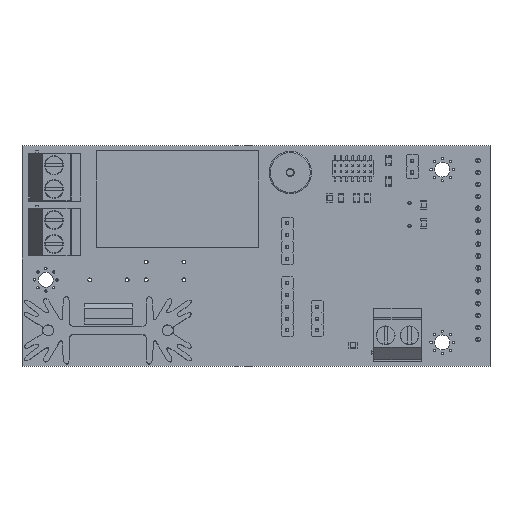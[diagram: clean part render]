
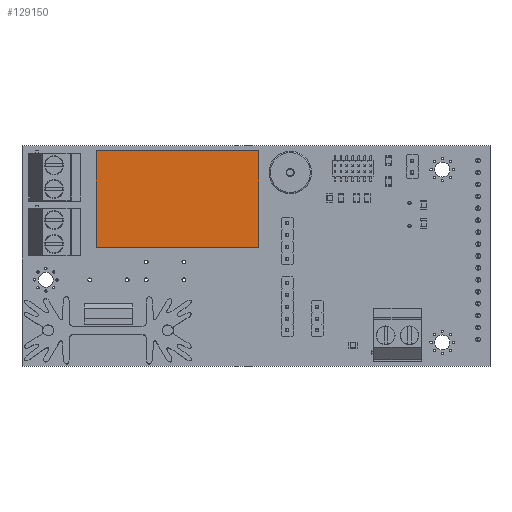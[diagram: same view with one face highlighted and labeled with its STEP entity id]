
A CAD part, top view. The second image highlights one B-rep face of the part: STEP entity #129150.
In plain terms, the highlighted planar face has unit normal (0, 0, 1).
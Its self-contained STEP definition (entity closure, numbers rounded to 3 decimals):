
#128851 = PLANE('',#128852);
#128852 = AXIS2_PLACEMENT_3D('',#128853,#128854,#128855);
#128853 = CARTESIAN_POINT('',(17.35,-10.25,0.));
#128854 = DIRECTION('',(1.,0.,0.));
#128855 = DIRECTION('',(0.,1.,0.));
#128876 = VERTEX_POINT('',#128877);
#128877 = CARTESIAN_POINT('',(17.35,10.25,15.));
#128891 = PLANE('',#128892);
#128892 = AXIS2_PLACEMENT_3D('',#128893,#128894,#128895);
#128893 = CARTESIAN_POINT('',(17.35,10.25,0.));
#128894 = DIRECTION('',(0.,1.,0.));
#128895 = DIRECTION('',(-1.,0.,0.));
#128903 = EDGE_CURVE('',#128904,#128876,#128906,.T.);
#128904 = VERTEX_POINT('',#128905);
#128905 = CARTESIAN_POINT('',(17.35,-10.25,15.));
#128906 = SURFACE_CURVE('',#128907,(#128911,#128918),.PCURVE_S1.);
#128907 = LINE('',#128908,#128909);
#128908 = CARTESIAN_POINT('',(17.35,10.25,15.));
#128909 = VECTOR('',#128910,1.);
#128910 = DIRECTION('',(0.,1.,0.));
#128911 = PCURVE('',#128851,#128912);
#128912 = DEFINITIONAL_REPRESENTATION('',(#128913),#128917);
#128913 = LINE('',#128914,#128915);
#128914 = CARTESIAN_POINT('',(20.5,15.));
#128915 = VECTOR('',#128916,1.);
#128916 = DIRECTION('',(1.,0.));
#128917 = ( GEOMETRIC_REPRESENTATION_CONTEXT(2) 
PARAMETRIC_REPRESENTATION_CONTEXT() REPRESENTATION_CONTEXT('2D SPACE',''
  ) );
#128918 = PCURVE('',#128919,#128924);
#128919 = PLANE('',#128920);
#128920 = AXIS2_PLACEMENT_3D('',#128921,#128922,#128923);
#128921 = CARTESIAN_POINT('',(0.,0.,15.));
#128922 = DIRECTION('',(0.,0.,1.));
#128923 = DIRECTION('',(1.,0.,0.));
#128924 = DEFINITIONAL_REPRESENTATION('',(#128925),#128929);
#128925 = LINE('',#128926,#128927);
#128926 = CARTESIAN_POINT('',(17.35,10.25));
#128927 = VECTOR('',#128928,1.);
#128928 = DIRECTION('',(0.,1.));
#128929 = ( GEOMETRIC_REPRESENTATION_CONTEXT(2) 
PARAMETRIC_REPRESENTATION_CONTEXT() REPRESENTATION_CONTEXT('2D SPACE',''
  ) );
#128945 = PLANE('',#128946);
#128946 = AXIS2_PLACEMENT_3D('',#128947,#128948,#128949);
#128947 = CARTESIAN_POINT('',(-17.35,-10.25,0.));
#128948 = DIRECTION('',(0.,-1.,0.));
#128949 = DIRECTION('',(1.,0.,0.));
#128984 = EDGE_CURVE('',#128985,#128904,#128987,.T.);
#128985 = VERTEX_POINT('',#128986);
#128986 = CARTESIAN_POINT('',(-17.35,-10.25,15.));
#128987 = SURFACE_CURVE('',#128988,(#128992,#128999),.PCURVE_S1.);
#128988 = LINE('',#128989,#128990);
#128989 = CARTESIAN_POINT('',(17.35,-10.25,15.));
#128990 = VECTOR('',#128991,1.);
#128991 = DIRECTION('',(1.,0.,0.));
#128992 = PCURVE('',#128945,#128993);
#128993 = DEFINITIONAL_REPRESENTATION('',(#128994),#128998);
#128994 = LINE('',#128995,#128996);
#128995 = CARTESIAN_POINT('',(34.7,15.));
#128996 = VECTOR('',#128997,1.);
#128997 = DIRECTION('',(1.,0.));
#128998 = ( GEOMETRIC_REPRESENTATION_CONTEXT(2) 
PARAMETRIC_REPRESENTATION_CONTEXT() REPRESENTATION_CONTEXT('2D SPACE',''
  ) );
#128999 = PCURVE('',#128919,#129000);
#129000 = DEFINITIONAL_REPRESENTATION('',(#129001),#129005);
#129001 = LINE('',#129002,#129003);
#129002 = CARTESIAN_POINT('',(17.35,-10.25));
#129003 = VECTOR('',#129004,1.);
#129004 = DIRECTION('',(1.,0.));
#129005 = ( GEOMETRIC_REPRESENTATION_CONTEXT(2) 
PARAMETRIC_REPRESENTATION_CONTEXT() REPRESENTATION_CONTEXT('2D SPACE',''
  ) );
#129021 = PLANE('',#129022);
#129022 = AXIS2_PLACEMENT_3D('',#129023,#129024,#129025);
#129023 = CARTESIAN_POINT('',(-17.35,10.25,0.));
#129024 = DIRECTION('',(-1.,0.,0.));
#129025 = DIRECTION('',(0.,-1.,0.));
#129060 = EDGE_CURVE('',#129061,#128985,#129063,.T.);
#129061 = VERTEX_POINT('',#129062);
#129062 = CARTESIAN_POINT('',(-17.35,10.25,15.));
#129063 = SURFACE_CURVE('',#129064,(#129068,#129075),.PCURVE_S1.);
#129064 = LINE('',#129065,#129066);
#129065 = CARTESIAN_POINT('',(-17.35,-10.25,15.));
#129066 = VECTOR('',#129067,1.);
#129067 = DIRECTION('',(0.,-1.,0.));
#129068 = PCURVE('',#129021,#129069);
#129069 = DEFINITIONAL_REPRESENTATION('',(#129070),#129074);
#129070 = LINE('',#129071,#129072);
#129071 = CARTESIAN_POINT('',(20.5,15.));
#129072 = VECTOR('',#129073,1.);
#129073 = DIRECTION('',(1.,0.));
#129074 = ( GEOMETRIC_REPRESENTATION_CONTEXT(2) 
PARAMETRIC_REPRESENTATION_CONTEXT() REPRESENTATION_CONTEXT('2D SPACE',''
  ) );
#129075 = PCURVE('',#128919,#129076);
#129076 = DEFINITIONAL_REPRESENTATION('',(#129077),#129081);
#129077 = LINE('',#129078,#129079);
#129078 = CARTESIAN_POINT('',(-17.35,-10.25));
#129079 = VECTOR('',#129080,1.);
#129080 = DIRECTION('',(0.,-1.));
#129081 = ( GEOMETRIC_REPRESENTATION_CONTEXT(2) 
PARAMETRIC_REPRESENTATION_CONTEXT() REPRESENTATION_CONTEXT('2D SPACE',''
  ) );
#129129 = EDGE_CURVE('',#128876,#129061,#129130,.T.);
#129130 = SURFACE_CURVE('',#129131,(#129135,#129142),.PCURVE_S1.);
#129131 = LINE('',#129132,#129133);
#129132 = CARTESIAN_POINT('',(-17.35,10.25,15.));
#129133 = VECTOR('',#129134,1.);
#129134 = DIRECTION('',(-1.,0.,0.));
#129135 = PCURVE('',#128891,#129136);
#129136 = DEFINITIONAL_REPRESENTATION('',(#129137),#129141);
#129137 = LINE('',#129138,#129139);
#129138 = CARTESIAN_POINT('',(34.7,15.));
#129139 = VECTOR('',#129140,1.);
#129140 = DIRECTION('',(1.,0.));
#129141 = ( GEOMETRIC_REPRESENTATION_CONTEXT(2) 
PARAMETRIC_REPRESENTATION_CONTEXT() REPRESENTATION_CONTEXT('2D SPACE',''
  ) );
#129142 = PCURVE('',#128919,#129143);
#129143 = DEFINITIONAL_REPRESENTATION('',(#129144),#129148);
#129144 = LINE('',#129145,#129146);
#129145 = CARTESIAN_POINT('',(-17.35,10.25));
#129146 = VECTOR('',#129147,1.);
#129147 = DIRECTION('',(-1.,0.));
#129148 = ( GEOMETRIC_REPRESENTATION_CONTEXT(2) 
PARAMETRIC_REPRESENTATION_CONTEXT() REPRESENTATION_CONTEXT('2D SPACE',''
  ) );
#129150 = ADVANCED_FACE('',(#129151),#128919,.T.);
#129151 = FACE_BOUND('',#129152,.T.);
#129152 = EDGE_LOOP('',(#129153,#129154,#129155,#129156));
#129153 = ORIENTED_EDGE('',*,*,#129129,.T.);
#129154 = ORIENTED_EDGE('',*,*,#129060,.T.);
#129155 = ORIENTED_EDGE('',*,*,#128984,.T.);
#129156 = ORIENTED_EDGE('',*,*,#128903,.T.);
